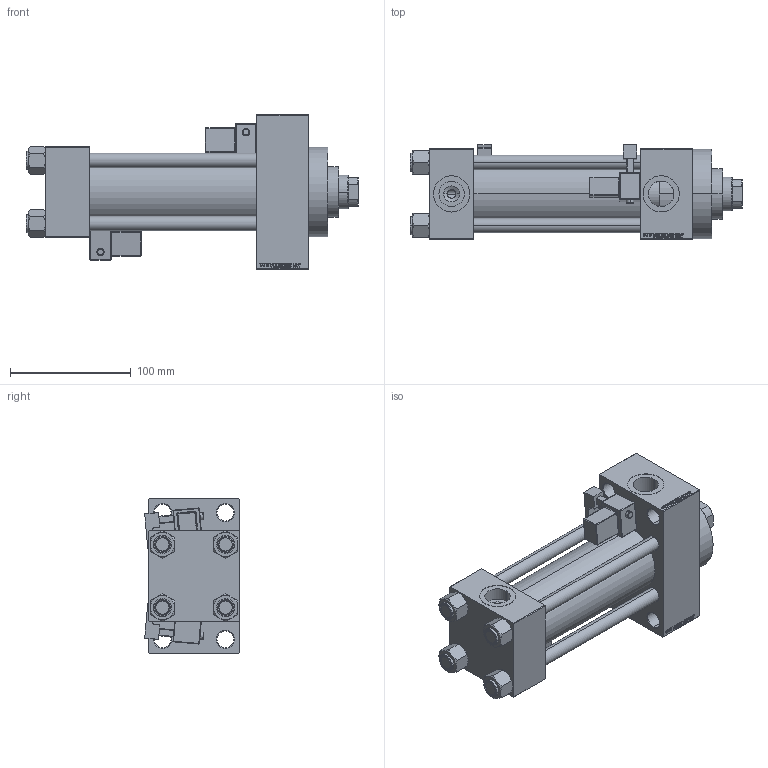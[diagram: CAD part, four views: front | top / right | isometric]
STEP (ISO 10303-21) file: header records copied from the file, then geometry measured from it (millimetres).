
FILE_DESCRIPTION (( 'STEP AP203' ), '1' );
FILE_NAME ('8205.STEP', '2023-11-22T09:44:21', ( '' ), ( '' ), 'SwSTEP 2.0', 'SolidWorks 2019', '' );
FILE_SCHEMA (( 'CONFIG_CONTROL_DESIGN' ));
Length unit declared in the file: millimetre
Products named in the file (7): 8205; V215CD_VC_A d1e369f8e83e1396c150d6db9df5a8d8; V215CR_MSU d1e369f8e83e1396c150d6db9df5a8d8; V215CD_D_Body d1e369f8e83e1396c150d6db9df5a8d8; V215CD_NUT_M5_D d1e369f8e83e1396c150d6db9df5a8d8; V215CD_VCP_D d1e369f8e83e1396c150d6db9df5a8d8; V215CD_D_TYCINKA d1e369f8e83e1396c150d6db9df5a8d8
Assembly tree (13 placements, depth 2):
  8205
    V215CD_D_Body d1e369f8e83e1396c150d6db9df5a8d8
    V215CD_VC_A d1e369f8e83e1396c150d6db9df5a8d8
    V215CD_VCP_D d1e369f8e83e1396c150d6db9df5a8d8
    V215CD_D_TYCINKA d1e369f8e83e1396c150d6db9df5a8d8  x4
    V215CD_NUT_M5_D d1e369f8e83e1396c150d6db9df5a8d8  x4
    V215CR_MSU d1e369f8e83e1396c150d6db9df5a8d8  x2
Bounding box: 275 x 78.34 x 128 mm (x, y, z)
Volume: 972768.9 mm3; surface area: 228618.5 mm2
Topology: 13 solids, 13 shells, 1257 faces, 3109 edges, 1973 vertices
Faces by surface type: plane 555, bspline 368, cylinder 148, cone 142, sphere 24, torus 20
Entity records: 49417 total; most frequent: CARTESIAN_POINT 25422, ORIENTED_EDGE 5328, DIRECTION 3584, EDGE_CURVE 2664, VERTEX_POINT 1733, LINE 1602, VECTOR 1602, EDGE_LOOP 1195
